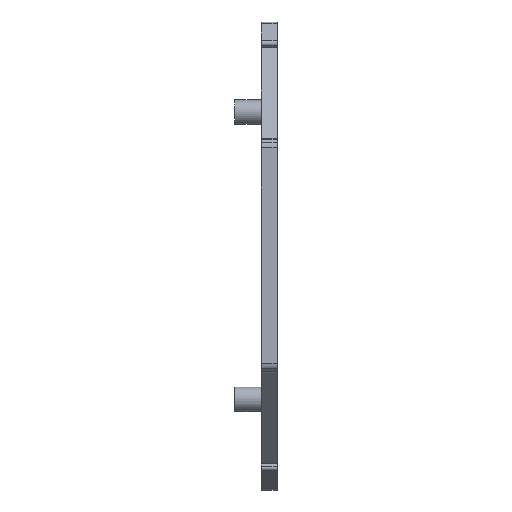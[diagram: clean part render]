
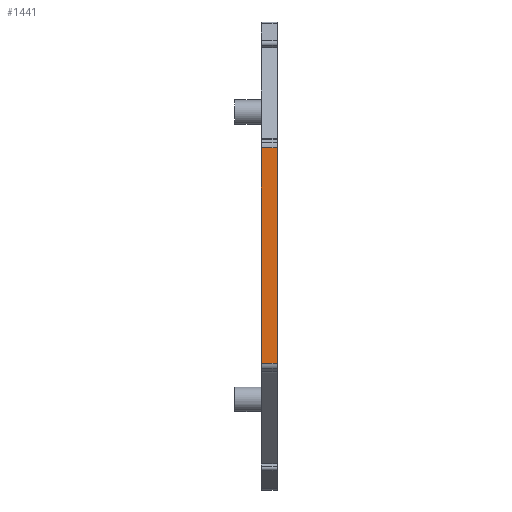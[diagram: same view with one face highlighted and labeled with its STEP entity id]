
A CAD part, top view. The second image highlights one B-rep face of the part: STEP entity #1441.
In plain terms, the highlighted planar face has unit normal (0, 0, 1).
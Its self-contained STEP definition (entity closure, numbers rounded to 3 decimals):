
#1421=AXIS2_PLACEMENT_3D('Plane Axis2P3D',#1418,#1419,#1420) ;
#391=CARTESIAN_POINT('Vertex',(4.,32.117,29.7)) ;
#394=CARTESIAN_POINT('Line Origine',(4.,22.,29.7)) ;
#398=CARTESIAN_POINT('Vertex',(4.,11.883,29.7)) ;
#1403=CARTESIAN_POINT('Vertex',(2.5,32.117,29.7)) ;
#1406=CARTESIAN_POINT('Line Origine',(3.25,32.117,29.7)) ;
#1418=CARTESIAN_POINT('Axis2P3D Location',(4.,32.117,29.7)) ;
#1423=CARTESIAN_POINT('Line Origine',(2.5,22.,29.7)) ;
#1427=CARTESIAN_POINT('Vertex',(2.5,11.883,29.7)) ;
#1430=CARTESIAN_POINT('Line Origine',(3.25,11.883,29.7)) ;
#395=DIRECTION('Vector Direction',(0.,-1.,0.)) ;
#1407=DIRECTION('Vector Direction',(1.,0.,0.)) ;
#1419=DIRECTION('Axis2P3D Direction',(0.,0.,-1.)) ;
#1420=DIRECTION('Axis2P3D XDirection',(0.,-1.,0.)) ;
#1424=DIRECTION('Vector Direction',(0.,-1.,0.)) ;
#1431=DIRECTION('Vector Direction',(-1.,0.,0.)) ;
#396=VECTOR('Line Direction',#395,1.) ;
#1408=VECTOR('Line Direction',#1407,1.) ;
#1425=VECTOR('Line Direction',#1424,1.) ;
#1432=VECTOR('Line Direction',#1431,1.) ;
#1436=ORIENTED_EDGE('',*,*,#1429,.T.) ;
#1437=ORIENTED_EDGE('',*,*,#1434,.F.) ;
#1438=ORIENTED_EDGE('',*,*,#400,.F.) ;
#1439=ORIENTED_EDGE('',*,*,#1410,.T.) ;
#1441=ADVANCED_FACE('Hauptk\X2\00F6\X0\rper',(#1440),#1422,.F.) ;
#400=EDGE_CURVE('',#392,#399,#397,.T.) ;
#1410=EDGE_CURVE('',#392,#1404,#1409,.F.) ;
#1429=EDGE_CURVE('',#1404,#1428,#1426,.T.) ;
#1434=EDGE_CURVE('',#399,#1428,#1433,.T.) ;
#1435=EDGE_LOOP('',(#1436,#1437,#1438,#1439)) ;
#1440=FACE_OUTER_BOUND('',#1435,.T.) ;
#397=LINE('Line',#394,#396) ;
#1409=LINE('Line',#1406,#1408) ;
#1426=LINE('Line',#1423,#1425) ;
#1433=LINE('Line',#1430,#1432) ;
#1422=PLANE('',#1421) ;
#392=VERTEX_POINT('',#391) ;
#399=VERTEX_POINT('',#398) ;
#1404=VERTEX_POINT('',#1403) ;
#1428=VERTEX_POINT('',#1427) ;
